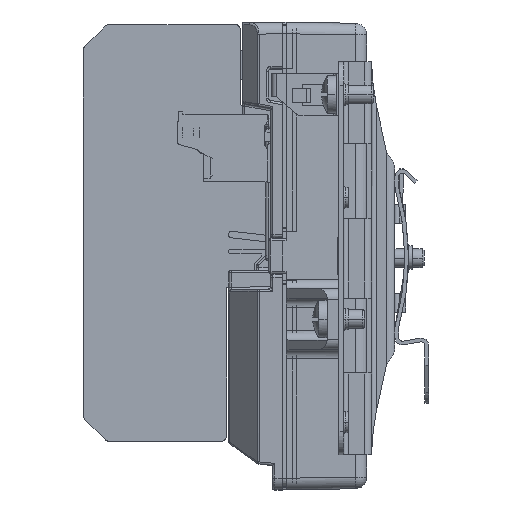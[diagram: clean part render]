
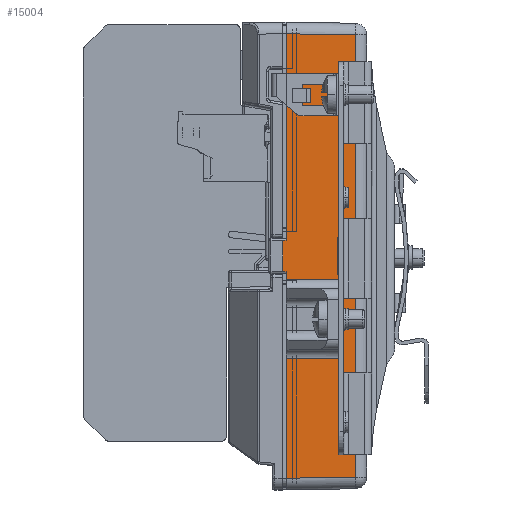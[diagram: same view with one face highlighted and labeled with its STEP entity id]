
A CAD part, left-side view. The second image highlights one B-rep face of the part: STEP entity #15004.
In plain terms, the highlighted planar face has unit normal (-1, -0.018, 0).
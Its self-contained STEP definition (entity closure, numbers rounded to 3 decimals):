
#1701=CARTESIAN_POINT('',(-97.,9.,3.25));
#1702=CARTESIAN_POINT('',(-96.999,8.919,3.278));
#1703=CARTESIAN_POINT('',(-96.996,8.752,3.323));
#1704=CARTESIAN_POINT('',(-96.991,8.482,3.345));
#1705=CARTESIAN_POINT('',(-96.988,8.295,3.36));
#1706=CARTESIAN_POINT('',(-96.986,8.2,3.367));
#1711=DIRECTION('',(0.,0.,1.));
#1712=VECTOR('',#1711,44.119);
#1713=CARTESIAN_POINT('',(-96.986,8.2,3.367));
#1714=LINE('',#1713,#1712);
#1718=DIRECTION('',(0.017,-1.,-0.017));
#1719=VECTOR('',#1718,14.748);
#1720=CARTESIAN_POINT('',(-96.986,8.2,47.486));
#1721=LINE('',#1720,#1719);
#1725=DIRECTION('',(-0.017,1.,-0.017));
#1726=VECTOR('',#1725,14.748);
#1727=CARTESIAN_POINT('',(-96.729,-6.544,
-47.229));
#1728=LINE('',#1727,#1726);
#1732=DIRECTION('',(0.,0.,1.));
#1733=VECTOR('',#1732,17.);
#1734=CARTESIAN_POINT('',(-96.791,-3.,
-22.));
#1735=LINE('',#1734,#1733);
#1739=DIRECTION('',(0.,0.,1.));
#1740=VECTOR('',#1739,1.633);
#1741=CARTESIAN_POINT('',(-96.986,8.2,-5.));
#1742=LINE('',#1741,#1740);
#1746=CARTESIAN_POINT('',(-96.986,8.2,-3.367));
#1747=CARTESIAN_POINT('',(-96.988,8.295,
-3.36));
#1748=CARTESIAN_POINT('',(-96.991,8.482,
-3.345));
#1749=CARTESIAN_POINT('',(-96.996,8.752,
-3.323));
#1750=CARTESIAN_POINT('',(-96.999,8.919,
-3.278));
#1751=CARTESIAN_POINT('',(-97.,9.,-3.25));
#1756=DIRECTION('',(0.,0.,1.));
#1757=VECTOR('',#1756,6.5);
#1758=CARTESIAN_POINT('',(-97.,9.,-3.25));
#1759=LINE('',#1758,#1757);
#1763=DIRECTION('',(0.017,-1.,0.));
#1764=VECTOR('',#1763,2.);
#1765=CARTESIAN_POINT('',(-96.93,5.,32.7));
#1766=LINE('',#1765,#1764);
#1770=DIRECTION('',(0.,0.,1.));
#1771=VECTOR('',#1770,3.);
#1772=CARTESIAN_POINT('',(-96.895,3.,32.7));
#1773=LINE('',#1772,#1771);
#2017=DIRECTION('',(0.,0.,-1.));
#2018=VECTOR('',#2017,25.486);
#2019=CARTESIAN_POINT('',(-96.986,8.2,-22.));
#2020=LINE('',#2019,#2018);
#10494=DIRECTION('',(0.,0.,1.));
#10495=VECTOR('',#10494,94.458);
#10496=CARTESIAN_POINT('',(-96.729,-6.544,
-47.229));
#10497=LINE('',#10496,#10495);
#10673=DIRECTION('',(0.017,-1.,0.));
#10674=VECTOR('',#10673,11.202);
#10675=CARTESIAN_POINT('',(-96.986,8.2,-5.));
#10676=LINE('',#10675,#10674);
#10764=DIRECTION('',(-0.017,1.,0.));
#10765=VECTOR('',#10764,11.202);
#10766=CARTESIAN_POINT('',(-96.791,-3.,
-22.));
#10767=LINE('',#10766,#10765);
#11040=DIRECTION('',(0.017,-1.,0.));
#11041=VECTOR('',#11040,2.);
#11042=CARTESIAN_POINT('',(-96.93,5.,35.7));
#11043=LINE('',#11042,#11041);
#11110=DIRECTION('',(0.,0.,1.));
#11111=VECTOR('',#11110,3.);
#11112=CARTESIAN_POINT('',(-96.93,5.,32.7));
#11113=LINE('',#11112,#11111);
#12577=CARTESIAN_POINT('',(-96.986,8.2,3.367));
#12578=CARTESIAN_POINT('',(-96.986,8.2,
47.486));
#12579=VERTEX_POINT('',#12577);
#12580=VERTEX_POINT('',#12578);
#12590=VERTEX_POINT('',#1701);
#12591=CARTESIAN_POINT('',(-96.729,-6.544,
47.229));
#12592=VERTEX_POINT('',#12591);
#12593=CARTESIAN_POINT('',(-96.729,-6.544,
-47.229));
#12594=VERTEX_POINT('',#12593);
#12595=CARTESIAN_POINT('',(-96.986,8.2,
-47.486));
#12596=VERTEX_POINT('',#12595);
#12597=CARTESIAN_POINT('',(-96.986,8.2,-22.));
#12598=VERTEX_POINT('',#12597);
#12599=CARTESIAN_POINT('',(-96.791,-3.,
-22.));
#12600=VERTEX_POINT('',#12599);
#12601=CARTESIAN_POINT('',(-96.791,-3.,
-5.));
#12602=VERTEX_POINT('',#12601);
#12603=CARTESIAN_POINT('',(-96.986,8.2,-5.));
#12604=VERTEX_POINT('',#12603);
#12605=CARTESIAN_POINT('',(-96.986,8.2,-3.367));
#12606=VERTEX_POINT('',#12605);
#12607=VERTEX_POINT('',#1751);
#12608=CARTESIAN_POINT('',(-96.93,5.,35.7));
#12609=CARTESIAN_POINT('',(-96.895,3.,35.7));
#12610=VERTEX_POINT('',#12608);
#12611=VERTEX_POINT('',#12609);
#12612=CARTESIAN_POINT('',(-96.93,5.,32.7));
#12613=VERTEX_POINT('',#12612);
#12614=CARTESIAN_POINT('',(-96.895,3.,32.7));
#12615=VERTEX_POINT('',#12614);
#14964=CARTESIAN_POINT('',(-97.,9.,-53.881));
#14965=DIRECTION('',(-1.,-0.017,0.));
#14966=DIRECTION('',(0.,0.,1.));
#14967=AXIS2_PLACEMENT_3D('',#14964,#14965,#14966);
#14968=PLANE('',#14967);
#14970=ORIENTED_EDGE('',*,*,#14969,.T.);
#14971=ORIENTED_EDGE('',*,*,#14940,.T.);
#14973=ORIENTED_EDGE('',*,*,#14972,.T.);
#14975=ORIENTED_EDGE('',*,*,#14974,.F.);
#14977=ORIENTED_EDGE('',*,*,#14976,.T.);
#14979=ORIENTED_EDGE('',*,*,#14978,.F.);
#14981=ORIENTED_EDGE('',*,*,#14980,.F.);
#14983=ORIENTED_EDGE('',*,*,#14982,.T.);
#14985=ORIENTED_EDGE('',*,*,#14984,.F.);
#14987=ORIENTED_EDGE('',*,*,#14986,.T.);
#14989=ORIENTED_EDGE('',*,*,#14988,.T.);
#14991=ORIENTED_EDGE('',*,*,#14990,.T.);
#14992=EDGE_LOOP('',(#14970,#14971,#14973,#14975,#14977,#14979,#14981,#14983,
#14985,#14987,#14989,#14991));
#14993=FACE_OUTER_BOUND('',#14992,.F.);
#14995=ORIENTED_EDGE('',*,*,#14994,.F.);
#14997=ORIENTED_EDGE('',*,*,#14996,.F.);
#14999=ORIENTED_EDGE('',*,*,#14998,.T.);
#15001=ORIENTED_EDGE('',*,*,#15000,.T.);
#15002=EDGE_LOOP('',(#14995,#14997,#14999,#15001));
#15003=FACE_BOUND('',#15002,.F.);
#15004=ADVANCED_FACE('',(#14993,#15003),#14968,.T.);
#1707=B_SPLINE_CURVE_WITH_KNOTS('',3,(#1701,#1702,#1703,#1704,#1705,#1706),
.UNSPECIFIED.,.F.,.F.,(4,1,1,4),(0.,0.333,0.667,1.),
.UNSPECIFIED.);
#1752=B_SPLINE_CURVE_WITH_KNOTS('',3,(#1746,#1747,#1748,#1749,#1750,#1751),
.UNSPECIFIED.,.F.,.F.,(4,1,1,4),(0.,0.333,0.667,1.),
.UNSPECIFIED.);
#14940=EDGE_CURVE('',#12579,#12580,#1714,.T.);
#14969=EDGE_CURVE('',#12590,#12579,#1707,.T.);
#14972=EDGE_CURVE('',#12580,#12592,#1721,.T.);
#14974=EDGE_CURVE('',#12594,#12592,#10497,.T.);
#14976=EDGE_CURVE('',#12594,#12596,#1728,.T.);
#14978=EDGE_CURVE('',#12598,#12596,#2020,.T.);
#14980=EDGE_CURVE('',#12600,#12598,#10767,.T.);
#14982=EDGE_CURVE('',#12600,#12602,#1735,.T.);
#14984=EDGE_CURVE('',#12604,#12602,#10676,.T.);
#14986=EDGE_CURVE('',#12604,#12606,#1742,.T.);
#14988=EDGE_CURVE('',#12606,#12607,#1752,.T.);
#14990=EDGE_CURVE('',#12607,#12590,#1759,.T.);
#14994=EDGE_CURVE('',#12610,#12611,#11043,.T.);
#14996=EDGE_CURVE('',#12613,#12610,#11113,.T.);
#14998=EDGE_CURVE('',#12613,#12615,#1766,.T.);
#15000=EDGE_CURVE('',#12615,#12611,#1773,.T.);
